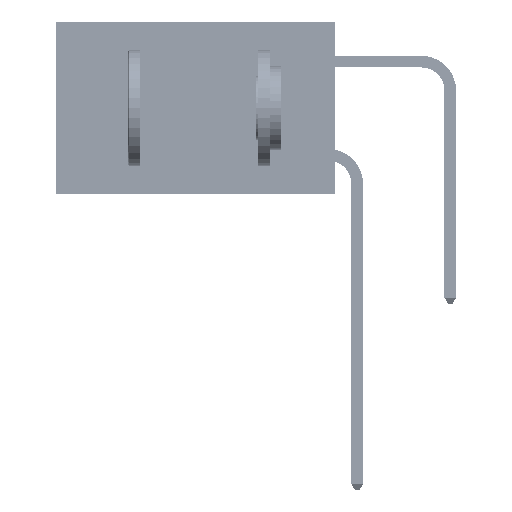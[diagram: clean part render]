
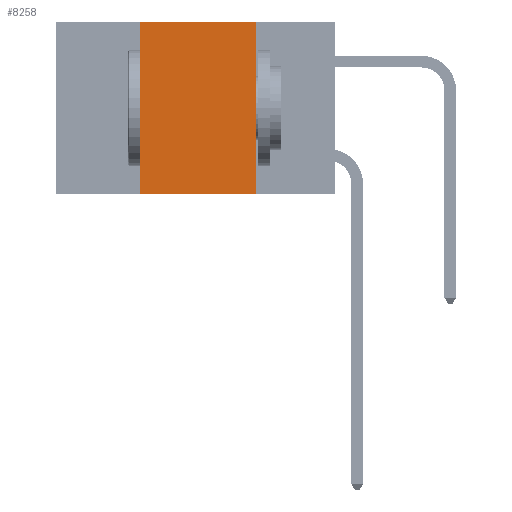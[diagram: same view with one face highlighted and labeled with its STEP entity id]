
A CAD part, left-side view. The second image highlights one B-rep face of the part: STEP entity #8258.
In plain terms, the highlighted planar face has unit normal (-1, 0, 0).
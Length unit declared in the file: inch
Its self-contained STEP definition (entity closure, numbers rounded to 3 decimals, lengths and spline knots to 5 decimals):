
#1183 = CARTESIAN_POINT ( 'NONE',  ( 0., 0.42, -0.37 ) ) ;
#1302 = DIRECTION ( 'NONE',  ( 0., 0., -1. ) ) ;
#2667 = LINE ( 'NONE', #46300, #9109 ) ;
#4412 = CARTESIAN_POINT ( 'NONE',  ( 0., 0.17, 0. ) ) ;
#5620 = PLANE ( 'NONE',  #6908 ) ;
#6908 = AXIS2_PLACEMENT_3D ( 'NONE', #31583, #24092, #20843 ) ;
#8258 = ADVANCED_FACE ( 'NONE', ( #30535 ), #5620, .F. ) ;
#8536 = ORIENTED_EDGE ( 'NONE', *, *, #42654, .F. ) ;
#9109 = VECTOR ( 'NONE', #27678, 39.37008 ) ;
#10186 = EDGE_CURVE ( 'NONE', #21050, #37633, #29132, .T. ) ;
#11077 = CARTESIAN_POINT ( 'NONE',  ( 0., 0.6, -0.37 ) ) ;
#16495 = VERTEX_POINT ( 'NONE', #46199 ) ;
#17350 = VECTOR ( 'NONE', #26271, 39.37008 ) ;
#20843 = DIRECTION ( 'NONE',  ( 0., 0., -1. ) ) ;
#21001 = EDGE_CURVE ( 'NONE', #16495, #38108, #44972, .T. ) ;
#21050 = VERTEX_POINT ( 'NONE', #1183 ) ;
#22465 = EDGE_CURVE ( 'NONE', #21050, #38108, #45986, .T. ) ;
#22521 = CARTESIAN_POINT ( 'NONE',  ( 0., 0.17, -0.37 ) ) ;
#23439 = ORIENTED_EDGE ( 'NONE', *, *, #21001, .F. ) ;
#24092 = DIRECTION ( 'NONE',  ( 1., 0., 0. ) ) ;
#26271 = DIRECTION ( 'NONE',  ( 0., -1., 0. ) ) ;
#27019 = CARTESIAN_POINT ( 'NONE',  ( 0., 0.42, 0. ) ) ;
#27678 = DIRECTION ( 'NONE',  ( 0., -1., 0. ) ) ;
#27988 = VECTOR ( 'NONE', #38485, 39.37008 ) ;
#29132 = LINE ( 'NONE', #27019, #27988 ) ;
#29448 = ORIENTED_EDGE ( 'NONE', *, *, #22465, .T. ) ;
#30535 = FACE_OUTER_BOUND ( 'NONE', #39862, .T. ) ;
#31583 = CARTESIAN_POINT ( 'NONE',  ( 0., 0.6, 0. ) ) ;
#37633 = VERTEX_POINT ( 'NONE', #42993 ) ;
#38108 = VERTEX_POINT ( 'NONE', #22521 ) ;
#38485 = DIRECTION ( 'NONE',  ( 0., 0., 1. ) ) ;
#38619 = ORIENTED_EDGE ( 'NONE', *, *, #10186, .F. ) ;
#39862 = EDGE_LOOP ( 'NONE', ( #23439, #8536, #38619, #29448 ) ) ;
#42494 = VECTOR ( 'NONE', #1302, 39.37008 ) ;
#42654 = EDGE_CURVE ( 'NONE', #37633, #16495, #2667, .T. ) ;
#42993 = CARTESIAN_POINT ( 'NONE',  ( 0., 0.42, 0. ) ) ;
#44972 = LINE ( 'NONE', #4412, #42494 ) ;
#45986 = LINE ( 'NONE', #11077, #17350 ) ;
#46199 = CARTESIAN_POINT ( 'NONE',  ( 0., 0.17, 0. ) ) ;
#46300 = CARTESIAN_POINT ( 'NONE',  ( 0., 0.6, 0. ) ) ;
